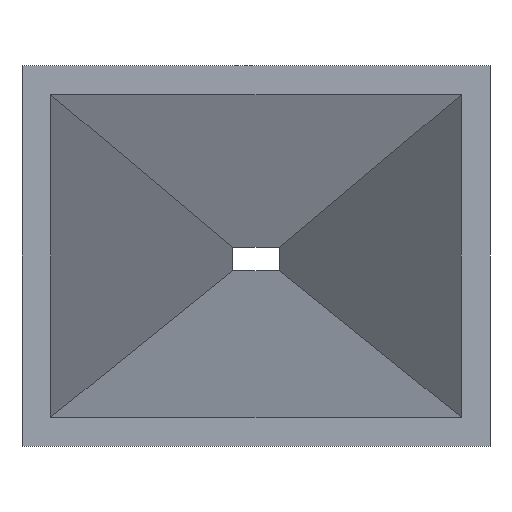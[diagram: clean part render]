
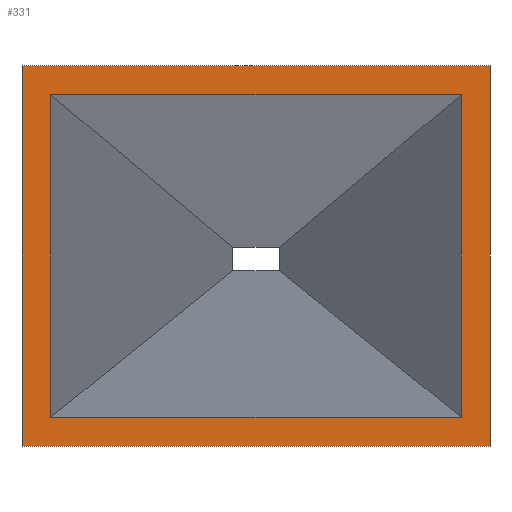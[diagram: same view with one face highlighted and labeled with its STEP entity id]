
A CAD part, top view. The second image highlights one B-rep face of the part: STEP entity #331.
In plain terms, the highlighted planar face has unit normal (0, 0, 1).
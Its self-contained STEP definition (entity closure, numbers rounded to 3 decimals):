
#15=FACE_BOUND('',#46,.T.);
#27=FACE_OUTER_BOUND('',#45,.T.);
#45=EDGE_LOOP('',(#261,#262,#263,#264));
#46=EDGE_LOOP('',(#265,#266,#267,#268));
#79=LINE('',#514,#123);
#82=LINE('',#519,#126);
#85=LINE('',#525,#129);
#87=LINE('',#528,#131);
#88=LINE('',#532,#132);
#89=LINE('',#534,#133);
#90=LINE('',#536,#134);
#91=LINE('',#537,#135);
#123=VECTOR('',#420,10.);
#126=VECTOR('',#425,10.);
#129=VECTOR('',#430,10.);
#131=VECTOR('',#434,10.);
#132=VECTOR('',#437,10.);
#133=VECTOR('',#438,10.);
#134=VECTOR('',#439,10.);
#135=VECTOR('',#440,10.);
#161=VERTEX_POINT('',#511);
#162=VERTEX_POINT('',#513);
#163=VERTEX_POINT('',#517);
#165=VERTEX_POINT('',#523);
#166=VERTEX_POINT('',#530);
#167=VERTEX_POINT('',#531);
#168=VERTEX_POINT('',#533);
#169=VERTEX_POINT('',#535);
#195=EDGE_CURVE('',#162,#161,#79,.T.);
#198=EDGE_CURVE('',#161,#163,#82,.T.);
#201=EDGE_CURVE('',#163,#165,#85,.T.);
#203=EDGE_CURVE('',#165,#162,#87,.T.);
#204=EDGE_CURVE('',#166,#167,#88,.T.);
#205=EDGE_CURVE('',#168,#166,#89,.T.);
#206=EDGE_CURVE('',#169,#168,#90,.T.);
#207=EDGE_CURVE('',#167,#169,#91,.T.);
#261=ORIENTED_EDGE('',*,*,#204,.F.);
#262=ORIENTED_EDGE('',*,*,#205,.F.);
#263=ORIENTED_EDGE('',*,*,#206,.F.);
#264=ORIENTED_EDGE('',*,*,#207,.F.);
#265=ORIENTED_EDGE('',*,*,#201,.T.);
#266=ORIENTED_EDGE('',*,*,#203,.T.);
#267=ORIENTED_EDGE('',*,*,#195,.T.);
#268=ORIENTED_EDGE('',*,*,#198,.T.);
#313=PLANE('',#372);
#331=ADVANCED_FACE('',(#27,#15),#313,.T.);
#372=AXIS2_PLACEMENT_3D('',#529,#435,#436);
#420=DIRECTION('',(0.,1.,0.));
#425=DIRECTION('',(1.,0.,0.));
#430=DIRECTION('',(0.,-1.,0.));
#434=DIRECTION('',(-1.,0.,0.));
#435=DIRECTION('center_axis',(0.,0.,
1.));
#436=DIRECTION('ref_axis',(1.,0.,0.));
#437=DIRECTION('',(0.,-1.,0.));
#438=DIRECTION('',(1.,0.,0.));
#439=DIRECTION('',(0.,1.,0.));
#440=DIRECTION('',(-1.,0.,0.));
#511=CARTESIAN_POINT('',(-16.437,12.916,0.));
#513=CARTESIAN_POINT('',(-16.437,-12.916,0.));
#514=CARTESIAN_POINT('',(-16.437,-1.62,0.));
#517=CARTESIAN_POINT('',(16.437,12.916,0.));
#519=CARTESIAN_POINT('',(-2.09,12.916,0.));
#523=CARTESIAN_POINT('',(16.437,-12.916,0.));
#525=CARTESIAN_POINT('',(16.437,1.62,0.));
#528=CARTESIAN_POINT('',(2.09,-12.916,0.));
#529=CARTESIAN_POINT('Origin',(0.,0.,
0.));
#530=CARTESIAN_POINT('',(18.75,15.225,0.));
#531=CARTESIAN_POINT('',(18.75,-15.225,0.));
#532=CARTESIAN_POINT('',(18.75,-15.225,0.));
#533=CARTESIAN_POINT('',(-18.75,15.225,0.));
#534=CARTESIAN_POINT('',(18.75,15.225,0.));
#535=CARTESIAN_POINT('',(-18.75,-15.225,0.));
#536=CARTESIAN_POINT('',(-18.75,15.225,0.));
#537=CARTESIAN_POINT('',(-18.75,-15.225,0.));
